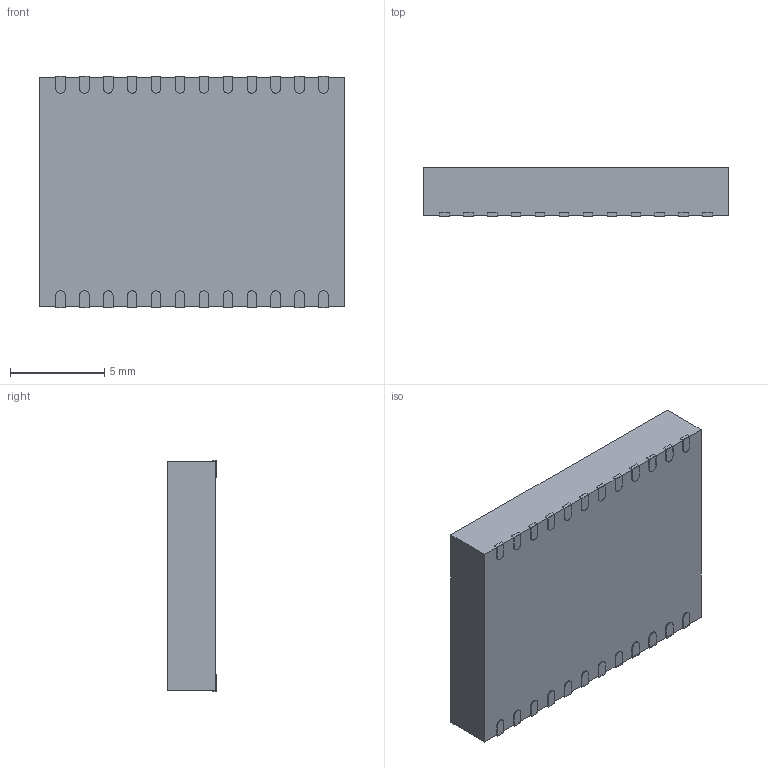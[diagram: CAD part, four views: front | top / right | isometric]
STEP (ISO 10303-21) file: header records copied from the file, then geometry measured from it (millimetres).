
FILE_DESCRIPTION (( 'STEP AP214' ), '1' );
FILE_NAME ( 'SON24P127_1625X1220X260L90X50.step', '2019-08-04T17:18:32', ( '' ), ( '' ), 'Part was generated with the free Library Expert Lite available at www.PCBLibraries.com. Removing line will violate the End User License Agreement.', '©2017 PCB Libraries, Inc.', '' );
FILE_SCHEMA (( 'AUTOMOTIVE_DESIGN' ));
Length unit declared in the file: millimetre
Products named in the file (1): SON24P127_1625X1220X260L90X50
Bounding box: 16.25 x 2.6 x 12.3 mm (x, y, z)
Volume: 506.1 mm3; surface area: 569 mm2
Topology: 25 solids, 25 shells, 225 faces, 522 edges, 348 vertices
Faces by surface type: plane 175, cylinder 48, torus 2
Entity records: 7271 total; most frequent: CARTESIAN_POINT 1096, DIRECTION 1076, ORIENTED_EDGE 1044, EDGE_CURVE 522, VECTOR 420, LINE 420, VERTEX_POINT 348, AXIS2_PLACEMENT_3D 328
